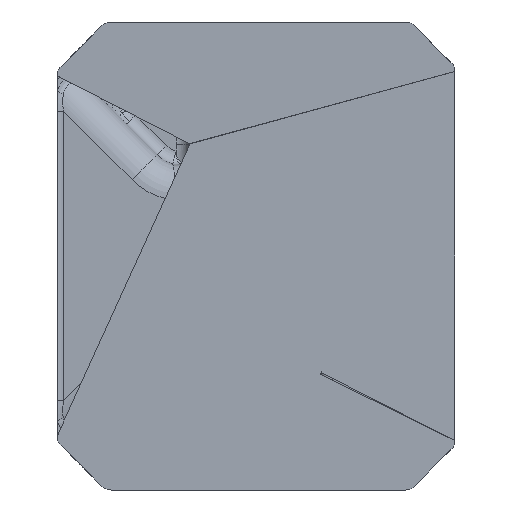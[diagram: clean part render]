
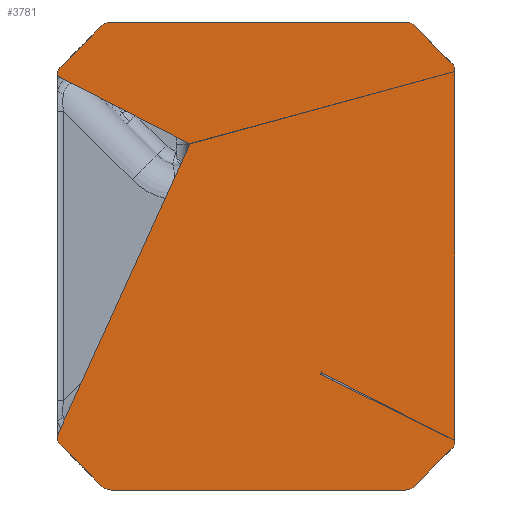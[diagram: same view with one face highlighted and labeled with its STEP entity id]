
A CAD part, left-side view. The second image highlights one B-rep face of the part: STEP entity #3781.
In plain terms, the highlighted planar face has unit normal (-1, 0, 0).
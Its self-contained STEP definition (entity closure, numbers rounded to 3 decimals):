
#19=FACE_BOUND('',#826,.T.);
#20=FACE_BOUND('',#827,.T.);
#29=PLANE('',#4140);
#171=LINE('',#16740,#309);
#172=LINE('',#16742,#310);
#175=LINE('',#16748,#313);
#176=LINE('',#16749,#314);
#177=LINE('',#16750,#315);
#178=LINE('',#16751,#316);
#179=LINE('',#16752,#317);
#180=LINE('',#16753,#318);
#309=VECTOR('',#4904,10.);
#310=VECTOR('',#4907,10.);
#313=VECTOR('',#4916,10.);
#314=VECTOR('',#4917,10.);
#315=VECTOR('',#4918,10.);
#316=VECTOR('',#4919,10.);
#317=VECTOR('',#4920,10.);
#318=VECTOR('',#4921,10.);
#595=FACE_OUTER_BOUND('',#825,.T.);
#825=EDGE_LOOP('',(#3145,#3146,#3147,#3148,#3149,#3150,#3151,#3152,#3153,
#3154,#3155,#3156,#3157,#3158,#3159,#3160));
#826=EDGE_LOOP('',(#3161,#3162));
#827=EDGE_LOOP('',(#3163,#3164));
#1049=CIRCLE('',#4027,3.);
#1052=CIRCLE('',#4031,3.);
#1057=CIRCLE('',#4037,3.);
#1060=CIRCLE('',#4041,3.);
#1081=CIRCLE('',#4083,3.);
#1082=CIRCLE('',#4085,3.);
#1097=CIRCLE('',#4116,3.);
#1098=CIRCLE('',#4119,3.);
#1107=CIRCLE('',#4141,3.);
#1108=CIRCLE('',#4142,3.);
#1315=B_SPLINE_CURVE_WITH_KNOTS('',3,(#16756,#16757,#16758,#16759,#16760,
#16761),.UNSPECIFIED.,.F.,.F.,(4,2,4),(0.167,0.209,
0.232),.UNSPECIFIED.);
#1316=B_SPLINE_CURVE_WITH_KNOTS('',3,(#16765,#16766,#16767,#16768),
 .UNSPECIFIED.,.F.,.F.,(4,4),(0.,0.),.UNSPECIFIED.);
#1588=VERTEX_POINT('',#15193);
#1589=VERTEX_POINT('',#15194);
#1591=VERTEX_POINT('',#15262);
#1592=VERTEX_POINT('',#15263);
#1595=VERTEX_POINT('',#15388);
#1596=VERTEX_POINT('',#15389);
#1598=VERTEX_POINT('',#15463);
#1599=VERTEX_POINT('',#15464);
#1617=VERTEX_POINT('',#16098);
#1618=VERTEX_POINT('',#16099);
#1619=VERTEX_POINT('',#16104);
#1620=VERTEX_POINT('',#16106);
#1635=VERTEX_POINT('',#16592);
#1636=VERTEX_POINT('',#16594);
#1637=VERTEX_POINT('',#16601);
#1638=VERTEX_POINT('',#16602);
#1653=VERTEX_POINT('',#16754);
#1654=VERTEX_POINT('',#16755);
#1655=VERTEX_POINT('',#16763);
#1656=VERTEX_POINT('',#16764);
#2047=EDGE_CURVE('',#1588,#1589,#1049,.T.);
#2052=EDGE_CURVE('',#1591,#1592,#1052,.T.);
#2059=EDGE_CURVE('',#1595,#1596,#1057,.T.);
#2064=EDGE_CURVE('',#1598,#1599,#1060,.T.);
#2123=EDGE_CURVE('',#1617,#1618,#1081,.T.);
#2127=EDGE_CURVE('',#1619,#1620,#1082,.T.);
#2170=EDGE_CURVE('',#1635,#1636,#1097,.T.);
#2174=EDGE_CURVE('',#1637,#1638,#1098,.T.);
#2206=EDGE_CURVE('',#1598,#1618,#171,.T.);
#2207=EDGE_CURVE('',#1620,#1617,#172,.T.);
#2210=EDGE_CURVE('',#1619,#1636,#175,.T.);
#2211=EDGE_CURVE('',#1638,#1635,#176,.T.);
#2212=EDGE_CURVE('',#1637,#1596,#177,.T.);
#2213=EDGE_CURVE('',#1589,#1595,#178,.T.);
#2214=EDGE_CURVE('',#1588,#1592,#179,.T.);
#2215=EDGE_CURVE('',#1599,#1591,#180,.T.);
#2216=EDGE_CURVE('',#1653,#1654,#1315,.T.);
#2217=EDGE_CURVE('',#1654,#1653,#1107,.T.);
#2218=EDGE_CURVE('',#1655,#1656,#1316,.T.);
#2219=EDGE_CURVE('',#1656,#1655,#1108,.T.);
#3145=ORIENTED_EDGE('',*,*,#2064,.F.);
#3146=ORIENTED_EDGE('',*,*,#2206,.T.);
#3147=ORIENTED_EDGE('',*,*,#2123,.F.);
#3148=ORIENTED_EDGE('',*,*,#2207,.F.);
#3149=ORIENTED_EDGE('',*,*,#2127,.F.);
#3150=ORIENTED_EDGE('',*,*,#2210,.T.);
#3151=ORIENTED_EDGE('',*,*,#2170,.F.);
#3152=ORIENTED_EDGE('',*,*,#2211,.F.);
#3153=ORIENTED_EDGE('',*,*,#2174,.F.);
#3154=ORIENTED_EDGE('',*,*,#2212,.T.);
#3155=ORIENTED_EDGE('',*,*,#2059,.F.);
#3156=ORIENTED_EDGE('',*,*,#2213,.F.);
#3157=ORIENTED_EDGE('',*,*,#2047,.F.);
#3158=ORIENTED_EDGE('',*,*,#2214,.T.);
#3159=ORIENTED_EDGE('',*,*,#2052,.F.);
#3160=ORIENTED_EDGE('',*,*,#2215,.F.);
#3161=ORIENTED_EDGE('',*,*,#2216,.T.);
#3162=ORIENTED_EDGE('',*,*,#2217,.T.);
#3163=ORIENTED_EDGE('',*,*,#2218,.T.);
#3164=ORIENTED_EDGE('',*,*,#2219,.T.);
#3781=ADVANCED_FACE('',(#595,#19,#20),#29,.T.);
#4027=AXIS2_PLACEMENT_3D('',#15195,#4600,#4601);
#4031=AXIS2_PLACEMENT_3D('',#15264,#4610,#4611);
#4037=AXIS2_PLACEMENT_3D('',#15390,#4624,#4625);
#4041=AXIS2_PLACEMENT_3D('',#15465,#4634,#4635);
#4083=AXIS2_PLACEMENT_3D('',#16100,#4750,#4751);
#4085=AXIS2_PLACEMENT_3D('',#16107,#4757,#4758);
#4116=AXIS2_PLACEMENT_3D('',#16595,#4841,#4842);
#4119=AXIS2_PLACEMENT_3D('',#16603,#4850,#4851);
#4140=AXIS2_PLACEMENT_3D('',#16747,#4914,#4915);
#4141=AXIS2_PLACEMENT_3D('',#16762,#4922,#4923);
#4142=AXIS2_PLACEMENT_3D('',#16769,#4924,#4925);
#4600=DIRECTION('center_axis',(1.,0.,0.));
#4601=DIRECTION('ref_axis',(0.,-0.924,-0.383));
#4610=DIRECTION('center_axis',(1.,0.,0.));
#4611=DIRECTION('ref_axis',(0.,-0.924,0.383));
#4624=DIRECTION('center_axis',(1.,0.,0.));
#4625=DIRECTION('ref_axis',(0.,-0.383,-0.924));
#4634=DIRECTION('center_axis',(1.,0.,0.));
#4635=DIRECTION('ref_axis',(0.,-0.383,0.924));
#4750=DIRECTION('center_axis',(1.,0.,0.));
#4751=DIRECTION('ref_axis',(0.,0.383,0.924));
#4757=DIRECTION('center_axis',(1.,0.,0.));
#4758=DIRECTION('ref_axis',(0.,0.924,0.383));
#4841=DIRECTION('center_axis',(1.,0.,0.));
#4842=DIRECTION('ref_axis',(0.,0.924,-0.383));
#4850=DIRECTION('center_axis',(1.,0.,0.));
#4851=DIRECTION('ref_axis',(0.,0.383,-0.924));
#4904=DIRECTION('',(0.,1.,0.));
#4907=DIRECTION('',(0.,-0.707,0.707));
#4914=DIRECTION('center_axis',(-1.,0.,0.));
#4915=DIRECTION('ref_axis',(0.,-1.,0.));
#4916=DIRECTION('',(0.,0.,-1.));
#4917=DIRECTION('',(0.,0.707,0.707));
#4918=DIRECTION('',(0.,-1.,0.));
#4919=DIRECTION('',(0.,0.707,-0.707));
#4920=DIRECTION('',(0.,0.,1.));
#4921=DIRECTION('',(0.,-0.707,-0.707));
#4922=DIRECTION('center_axis',(1.,0.,0.));
#4923=DIRECTION('ref_axis',(0.,-0.514,-0.857));
#4924=DIRECTION('center_axis',(-1.,0.,0.));
#4925=DIRECTION('ref_axis',(0.,0.555,0.832));
#15193=CARTESIAN_POINT('',(-6.6,-52.5,-25.607));
#15194=CARTESIAN_POINT('',(-6.6,-51.621,-27.729));
#15195=CARTESIAN_POINT('Origin',(-6.6,-49.5,-25.607));
#15262=CARTESIAN_POINT('',(-6.6,-51.621,60.229));
#15263=CARTESIAN_POINT('',(-6.6,-52.5,58.107));
#15264=CARTESIAN_POINT('Origin',(-6.6,-49.5,58.107));
#15388=CARTESIAN_POINT('',(-6.6,-43.379,-35.971));
#15389=CARTESIAN_POINT('',(-6.6,-41.257,-36.85));
#15390=CARTESIAN_POINT('Origin',(-6.6,-41.257,-33.85));
#15463=CARTESIAN_POINT('',(-6.6,-41.257,69.35));
#15464=CARTESIAN_POINT('',(-6.6,-43.379,68.471));
#15465=CARTESIAN_POINT('Origin',(-6.6,-41.257,66.35));
#16098=CARTESIAN_POINT('',(-6.6,27.625,68.471));
#16099=CARTESIAN_POINT('',(-6.6,25.504,69.35));
#16100=CARTESIAN_POINT('Origin',(-6.6,25.504,66.35));
#16104=CARTESIAN_POINT('',(-6.6,37.747,57.107));
#16106=CARTESIAN_POINT('',(-6.6,36.868,59.229));
#16107=CARTESIAN_POINT('Origin',(-6.6,34.747,57.107));
#16592=CARTESIAN_POINT('',(-6.6,36.868,-26.729));
#16594=CARTESIAN_POINT('',(-6.6,37.747,-24.607));
#16595=CARTESIAN_POINT('Origin',(-6.6,34.747,-24.607));
#16601=CARTESIAN_POINT('',(-6.6,25.504,-36.85));
#16602=CARTESIAN_POINT('',(-6.6,27.625,-35.971));
#16603=CARTESIAN_POINT('Origin',(-6.6,25.504,-33.85));
#16740=CARTESIAN_POINT('',(-6.6,-52.5,69.35));
#16742=CARTESIAN_POINT('',(-6.6,34.241,61.856));
#16747=CARTESIAN_POINT('Origin',(-6.6,-7.377,16.25));
#16748=CARTESIAN_POINT('',(-6.6,37.747,69.35));
#16749=CARTESIAN_POINT('',(-6.6,34.241,-29.356));
#16750=CARTESIAN_POINT('',(-6.6,37.747,-36.85));
#16751=CARTESIAN_POINT('',(-6.6,-49.494,-29.856));
#16752=CARTESIAN_POINT('',(-6.6,-52.5,-36.85));
#16753=CARTESIAN_POINT('',(-6.6,-49.494,62.356));
#16754=CARTESIAN_POINT('',(-6.6,-21.967,-10.604));
#16755=CARTESIAN_POINT('',(-6.6,-22.225,-10.06));
#16756=CARTESIAN_POINT('Ctrl Pts',(-6.6,-21.967,-10.604));
#16757=CARTESIAN_POINT('Ctrl Pts',(-6.6,-22.032,-10.496));
#16758=CARTESIAN_POINT('Ctrl Pts',(-6.6,-22.093,-10.38));
#16759=CARTESIAN_POINT('Ctrl Pts',(-6.6,-22.175,-10.194));
#16760=CARTESIAN_POINT('Ctrl Pts',(-6.6,-22.201,-10.128));
#16761=CARTESIAN_POINT('Ctrl Pts',(-6.6,-22.225,-10.06));
#16762=CARTESIAN_POINT('Origin',(-6.6,-19.4,-9.051));
#16763=CARTESIAN_POINT('',(-6.6,7.647,41.644));
#16764=CARTESIAN_POINT('',(-6.6,7.645,41.733));
#16765=CARTESIAN_POINT('Ctrl Pts',(-6.6,7.647,41.644));
#16766=CARTESIAN_POINT('Ctrl Pts',(-6.6,7.647,41.703));
#16767=CARTESIAN_POINT('Ctrl Pts',(-6.6,7.645,41.733));
#16768=CARTESIAN_POINT('Ctrl Pts',(-6.6,7.645,41.733));
#16769=CARTESIAN_POINT('Origin',(-6.6,4.647,41.644));
